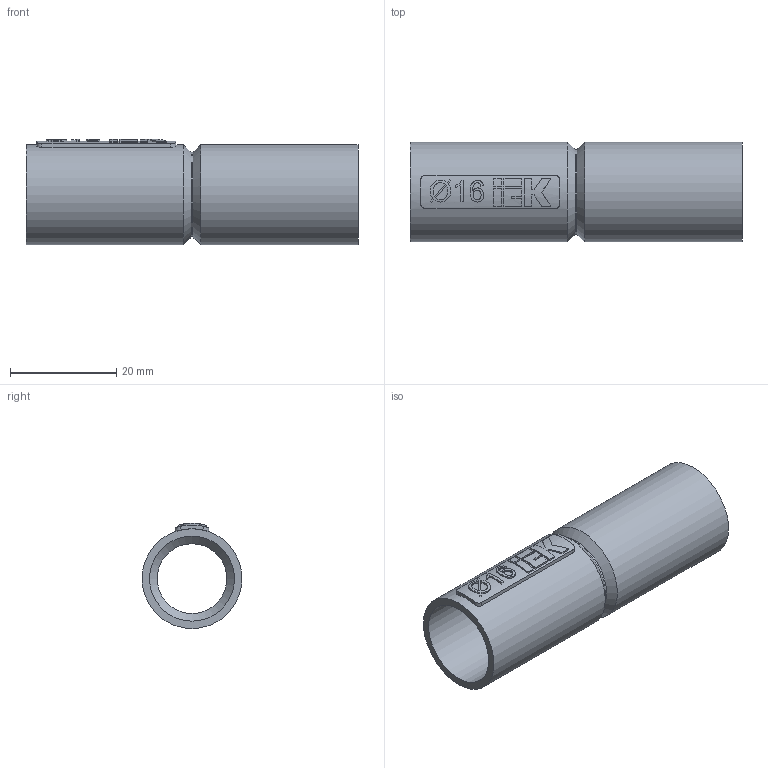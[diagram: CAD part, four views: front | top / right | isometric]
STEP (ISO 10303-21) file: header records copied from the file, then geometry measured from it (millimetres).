
FILE_DESCRIPTION (( 'STEP AP203' ), '1' );
FILE_NAME ('CTA10D-GIG16-K41-005 Ìóôòà òðóáà-òðóáà GI16G IEK (5 øò óïàê).STEP', '2016-04-28T07:45:30', ( '' ), ( '' ), 'SwSTEP 2.0', 'SolidWorks 2014', '' );
FILE_SCHEMA (( 'CONFIG_CONTROL_DESIGN' ));
Length unit declared in the file: millimetre
Products named in the file (1): CTA10D-GIG16-K41-005 Ìóôòà òðóáà-òðóáà GI16G IEK (5 øò óïàê)
Bounding box: 62.5 x 18.8 x 19.8 mm (x, y, z)
Volume: 4970.2 mm3; surface area: 7149.3 mm2
Topology: 1 solids, 1 shells, 106 faces, 271 edges, 178 vertices
Faces by surface type: plane 54, bspline 26, cylinder 22, cone 4
Full cylindrical faces by diameter (mm): 13.115 x1, 15.915 x1, 16 x2, 18.8 x2
Entity records: 4479 total; most frequent: CARTESIAN_POINT 2109, ORIENTED_EDGE 516, DIRECTION 382, EDGE_CURVE 258, VERTEX_POINT 176, EDGE_LOOP 130, AXIS2_PLACEMENT_3D 129, VECTOR 124
